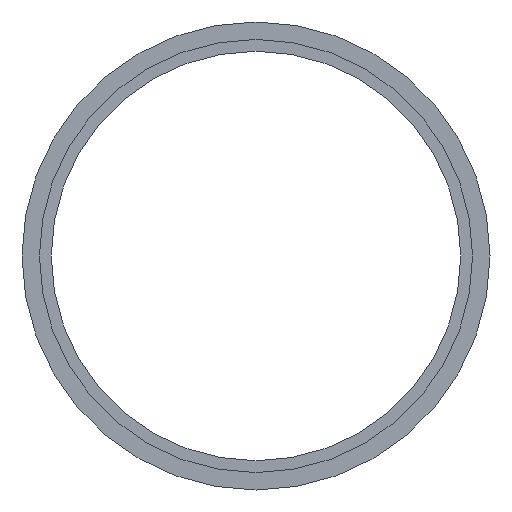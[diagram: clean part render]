
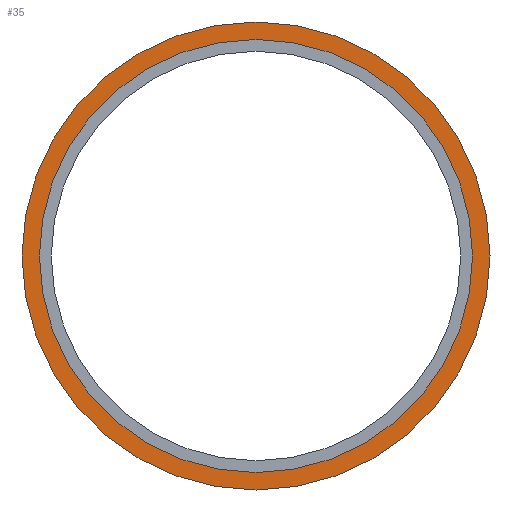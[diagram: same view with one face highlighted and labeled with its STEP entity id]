
A CAD part, front view. The second image highlights one B-rep face of the part: STEP entity #35.
In plain terms, the highlighted planar face has unit normal (0, -1, 0).
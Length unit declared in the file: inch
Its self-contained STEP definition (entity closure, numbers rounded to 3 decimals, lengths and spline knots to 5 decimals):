
#7 = AXIS2_PLACEMENT_3D ( 'NONE', #226, #289, #232 ) ;
#31 = AXIS2_PLACEMENT_3D ( 'NONE', #188, #194, #241 ) ;
#35 = ADVANCED_FACE ( 'NONE', ( #256, #275 ), #325, .F. ) ;
#40 = AXIS2_PLACEMENT_3D ( 'NONE', #203, #224, #248 ) ;
#48 = ORIENTED_EDGE ( 'NONE', *, *, #187, .F. ) ;
#64 = EDGE_CURVE ( 'NONE', #174, #229, #328, .T. ) ;
#67 = VERTEX_POINT ( 'NONE', #87 ) ;
#70 = DIRECTION ( 'NONE',  ( 0., 1., 0. ) ) ;
#79 = AXIS2_PLACEMENT_3D ( 'NONE', #223, #147, #292 ) ;
#84 = CARTESIAN_POINT ( 'NONE',  ( 0., 0.03, 0. ) ) ;
#87 = CARTESIAN_POINT ( 'NONE',  ( 0., 0.03, -0.27 ) ) ;
#104 = CARTESIAN_POINT ( 'NONE',  ( 0., 0.03, -0.24985 ) ) ;
#108 = VERTEX_POINT ( 'NONE', #282 ) ;
#132 = ORIENTED_EDGE ( 'NONE', *, *, #64, .T. ) ;
#134 = DIRECTION ( 'NONE',  ( 0., 0., 1. ) ) ;
#141 = EDGE_LOOP ( 'NONE', ( #181, #132 ) ) ;
#147 = DIRECTION ( 'NONE',  ( 0., 1., 0. ) ) ;
#174 = VERTEX_POINT ( 'NONE', #250 ) ;
#177 = EDGE_CURVE ( 'NONE', #229, #174, #272, .T. ) ;
#181 = ORIENTED_EDGE ( 'NONE', *, *, #177, .T. ) ;
#187 = EDGE_CURVE ( 'NONE', #67, #108, #240, .T. ) ;
#188 = CARTESIAN_POINT ( 'NONE',  ( 0., 0.03, 0. ) ) ;
#194 = DIRECTION ( 'NONE',  ( 0., 1., 0. ) ) ;
#197 = EDGE_LOOP ( 'NONE', ( #48, #320 ) ) ;
#200 = EDGE_CURVE ( 'NONE', #108, #67, #213, .T. ) ;
#203 = CARTESIAN_POINT ( 'NONE',  ( 0., 0.03, 0. ) ) ;
#213 = CIRCLE ( 'NONE', #7, 0.27 ) ;
#223 = CARTESIAN_POINT ( 'NONE',  ( 0., 0.03, 0. ) ) ;
#224 = DIRECTION ( 'NONE',  ( 0., 1., 0. ) ) ;
#226 = CARTESIAN_POINT ( 'NONE',  ( 0., 0.03, 0. ) ) ;
#229 = VERTEX_POINT ( 'NONE', #104 ) ;
#232 = DIRECTION ( 'NONE',  ( 0., 0., 1. ) ) ;
#240 = CIRCLE ( 'NONE', #31, 0.27 ) ;
#241 = DIRECTION ( 'NONE',  ( 0., 0., 1. ) ) ;
#248 = DIRECTION ( 'NONE',  ( 0., 0., 1. ) ) ;
#250 = CARTESIAN_POINT ( 'NONE',  ( 0., 0.03, 0.24985 ) ) ;
#256 = FACE_OUTER_BOUND ( 'NONE', #197, .T. ) ;
#272 = CIRCLE ( 'NONE', #40, 0.24985 ) ;
#275 = FACE_BOUND ( 'NONE', #141, .T. ) ;
#282 = CARTESIAN_POINT ( 'NONE',  ( 0., 0.03, 0.27 ) ) ;
#289 = DIRECTION ( 'NONE',  ( 0., 1., 0. ) ) ;
#292 = DIRECTION ( 'NONE',  ( 0., 0., 1. ) ) ;
#311 = AXIS2_PLACEMENT_3D ( 'NONE', #84, #70, #134 ) ;
#320 = ORIENTED_EDGE ( 'NONE', *, *, #200, .F. ) ;
#325 = PLANE ( 'NONE',  #79 ) ;
#328 = CIRCLE ( 'NONE', #311, 0.24985 ) ;
